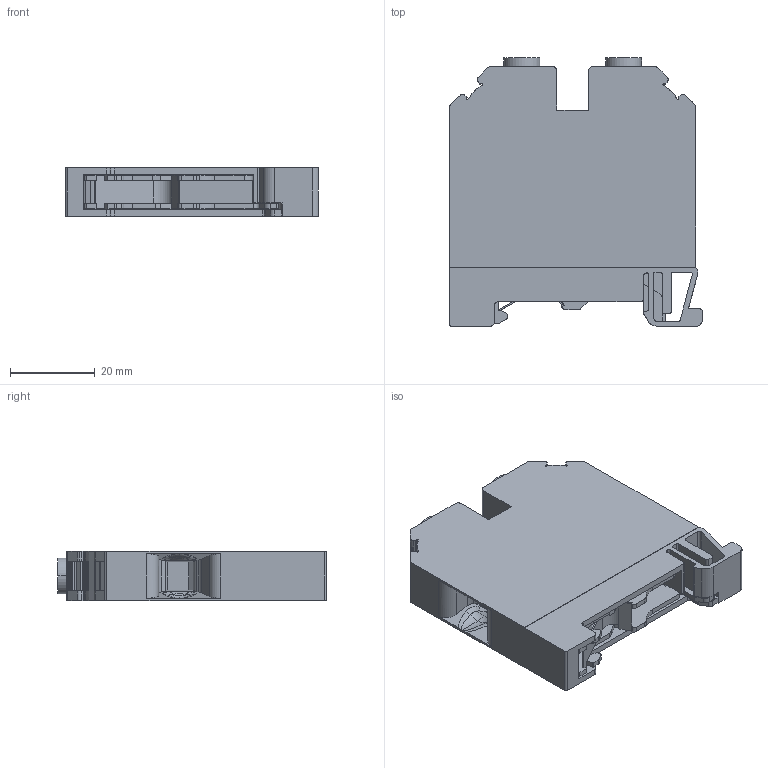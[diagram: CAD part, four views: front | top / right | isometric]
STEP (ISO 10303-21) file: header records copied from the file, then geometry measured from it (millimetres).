
FILE_DESCRIPTION (( 'STEP AP203' ), '1' );
FILE_NAME ('MTK 16.STEP', '2020-03-19T07:00:53', ( '' ), ( '' ), 'SwSTEP 2.0', 'SolidWorks 2011', '' );
FILE_SCHEMA (( 'CONFIG_CONTROL_DESIGN' ));
Length unit declared in the file: millimetre
Products named in the file (1): MTK 16
Bounding box: 59.76 x 63.5 x 11.6 mm (x, y, z)
Volume: 32034.2 mm3; surface area: 13674.6 mm2
Topology: 1 solids, 1 shells, 500 faces, 1448 edges, 956 vertices
Faces by surface type: plane 251, cylinder 205, bspline 28, torus 10, cone 6
Entity records: 17736 total; most frequent: CARTESIAN_POINT 4400, ORIENTED_EDGE 2896, DIRECTION 2723, EDGE_CURVE 1448, VERTEX_POINT 956, LINE 913, VECTOR 913, AXIS2_PLACEMENT_3D 905
